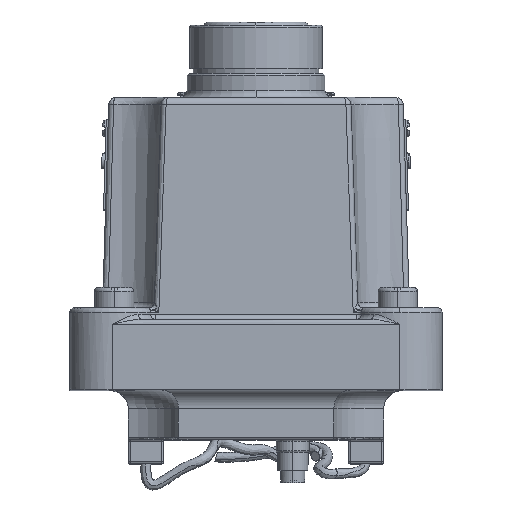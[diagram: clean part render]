
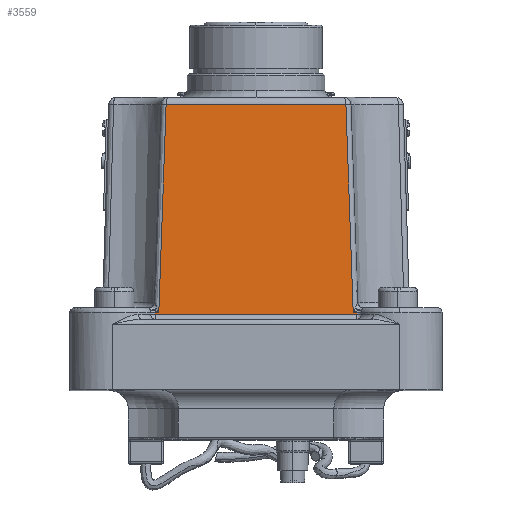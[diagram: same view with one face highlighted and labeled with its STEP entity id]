
A CAD part, top view. The second image highlights one B-rep face of the part: STEP entity #3559.
In plain terms, the highlighted planar face has unit normal (0, 0.03, 1).
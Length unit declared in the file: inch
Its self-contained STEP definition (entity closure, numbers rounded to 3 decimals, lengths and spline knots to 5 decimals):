
#1517 = CARTESIAN_POINT ( 'NONE',  ( 0.99875, 0.76377, 2.38305 ) ) ;
#2672 = CARTESIAN_POINT ( 'NONE',  ( -0.96326, 0.76683, 2.38296 ) ) ;
#2980 = CARTESIAN_POINT ( 'NONE',  ( 0.99897, 0.74847, 2.38352 ) ) ;
#3559 = ADVANCED_FACE ( 'NONE', ( #17590 ), #25664, .T. ) ;
#3582 = LINE ( 'NONE', #17839, #17196 ) ;
#4181 = LINE ( 'NONE', #30811, #32168 ) ;
#4221 = DIRECTION ( 'NONE',  ( -1., 0., 0. ) ) ;
#5071 = VERTEX_POINT ( 'NONE', #15307 ) ;
#5695 = ORIENTED_EDGE ( 'NONE', *, *, #27985, .T. ) ;
#6075 = CARTESIAN_POINT ( 'NONE',  ( -0.99875, 0.76377, 2.38305 ) ) ;
#6779 = CARTESIAN_POINT ( 'NONE',  ( 1.425, 0.7, 2.385 ) ) ;
#7236 =( BOUNDED_CURVE ( )  B_SPLINE_CURVE ( 3, ( #12094, #9144, #33649, #31048 ),
 .UNSPECIFIED., .F., .F. ) 
 B_SPLINE_CURVE_WITH_KNOTS ( ( 4, 4 ),
 ( 5.14731, 5.1484 ),
 .UNSPECIFIED. ) 
 CURVE ( )  GEOMETRIC_REPRESENTATION_ITEM ( )  RATIONAL_B_SPLINE_CURVE ( ( 1., 1., 1., 1. ) ) 
 REPRESENTATION_ITEM ( '' )  );
#7738 = CARTESIAN_POINT ( 'NONE',  ( 0.89118, 2.82729, 2.32001 ) ) ;
#8172 = ORIENTED_EDGE ( 'NONE', *, *, #27354, .T. ) ;
#8433 = EDGE_CURVE ( 'NONE', #17992, #21433, #34396, .T. ) ;
#8561 = CARTESIAN_POINT ( 'NONE',  ( -0.99874, 0.76581, 2.38299 ) ) ;
#8665 = AXIS2_PLACEMENT_3D ( 'NONE', #6779, #25764, #9516 ) ;
#8972 = ORIENTED_EDGE ( 'NONE', *, *, #8433, .T. ) ;
#9144 = CARTESIAN_POINT ( 'NONE',  ( -0.99883, 0.75867, 2.38321 ) ) ;
#9404 = ORIENTED_EDGE ( 'NONE', *, *, #27531, .T. ) ;
#9516 = DIRECTION ( 'NONE',  ( 0., -1., 0.031 ) ) ;
#10079 = B_SPLINE_CURVE_WITH_KNOTS ( 'NONE', 3,
 ( #34188, #12287, #28851, #12651 ),
 .UNSPECIFIED., .F., .F.,
 ( 4, 4 ),
 ( -0.00123, 0.05116 ),
 .UNSPECIFIED. ) ;
#10093 = EDGE_CURVE ( 'NONE', #30822, #10917, #7236, .T. ) ;
#10885 = ORIENTED_EDGE ( 'NONE', *, *, #10093, .T. ) ;
#10917 = VERTEX_POINT ( 'NONE', #11900 ) ;
#11270 = VERTEX_POINT ( 'NONE', #15927 ) ;
#11371 = ORIENTED_EDGE ( 'NONE', *, *, #15200, .T. ) ;
#11900 = CARTESIAN_POINT ( 'NONE',  ( -0.99897, 0.74847, 2.38352 ) ) ;
#12094 = CARTESIAN_POINT ( 'NONE',  ( -0.99875, 0.76377, 2.38305 ) ) ;
#12176 = EDGE_CURVE ( 'NONE', #31771, #15901, #10079, .T. ) ;
#12287 = CARTESIAN_POINT ( 'NONE',  ( 0.93736, 1.45358, 2.36198 ) ) ;
#12310 = B_SPLINE_CURVE_WITH_KNOTS ( 'NONE', 3,
 ( #24265, #29797, #32529, #16336 ),
 .UNSPECIFIED., .F., .F.,
 ( 4, 4 ),
 ( 0., 0.00008 ),
 .UNSPECIFIED. ) ;
#12356 = CARTESIAN_POINT ( 'NONE',  ( 0.9989, 0.75357, 2.38336 ) ) ;
#12412 = CARTESIAN_POINT ( 'NONE',  ( 1.425, 2.82729, 2.32001 ) ) ;
#12651 = CARTESIAN_POINT ( 'NONE',  ( 0.89118, 2.82729, 2.32001 ) ) ;
#12992 = DIRECTION ( 'NONE',  ( 1., 0., 0. ) ) ;
#13358 = CARTESIAN_POINT ( 'NONE',  ( -0.96326, 0.76683, 2.38296 ) ) ;
#14038 = CARTESIAN_POINT ( 'NONE',  ( -0.99874, 0.76479, 2.38302 ) ) ;
#14478 = B_SPLINE_CURVE_WITH_KNOTS ( 'NONE', 3,
 ( #21435, #16240, #18940, #2672 ),
 .UNSPECIFIED., .F., .F.,
 ( 4, 4 ),
 ( 0., 0.05239 ),
 .UNSPECIFIED. ) ;
#14614 = DIRECTION ( 'NONE',  ( -1., 0., 0. ) ) ;
#15200 = EDGE_CURVE ( 'NONE', #11270, #35060, #14478, .T. ) ;
#15307 = CARTESIAN_POINT ( 'NONE',  ( -0.99876, 0.76683, 2.38296 ) ) ;
#15635 = EDGE_CURVE ( 'NONE', #35060, #5071, #3582, .T. ) ;
#15901 = VERTEX_POINT ( 'NONE', #7738 ) ;
#15927 = CARTESIAN_POINT ( 'NONE',  ( -0.89118, 2.82729, 2.32001 ) ) ;
#16240 = CARTESIAN_POINT ( 'NONE',  ( -0.91358, 2.14041, 2.34099 ) ) ;
#16336 = CARTESIAN_POINT ( 'NONE',  ( 0.99876, 0.76683, 2.38296 ) ) ;
#17196 = VECTOR ( 'NONE', #34043, 39.37008 ) ;
#17306 = VECTOR ( 'NONE', #4221, 39.37008 ) ;
#17590 = FACE_OUTER_BOUND ( 'NONE', #28095, .T. ) ;
#17839 = CARTESIAN_POINT ( 'NONE',  ( -1.03137, 0.76683, 2.38296 ) ) ;
#17992 = VERTEX_POINT ( 'NONE', #2980 ) ;
#18066 = CARTESIAN_POINT ( 'NONE',  ( 0.99876, 0.76683, 2.38296 ) ) ;
#18589 = VERTEX_POINT ( 'NONE', #18066 ) ;
#18940 = CARTESIAN_POINT ( 'NONE',  ( -0.93736, 1.45358, 2.36198 ) ) ;
#21155 = CARTESIAN_POINT ( 'NONE',  ( 1.425, 0.74847, 2.38352 ) ) ;
#21433 = VERTEX_POINT ( 'NONE', #1517 ) ;
#21435 = CARTESIAN_POINT ( 'NONE',  ( -0.89118, 2.82729, 2.32001 ) ) ;
#22357 = EDGE_CURVE ( 'NONE', #18589, #31771, #4181, .T. ) ;
#24265 = CARTESIAN_POINT ( 'NONE',  ( 0.99875, 0.76377, 2.38305 ) ) ;
#24506 = LINE ( 'NONE', #12412, #17306 ) ;
#24752 = CARTESIAN_POINT ( 'NONE',  ( 0.96326, 0.76683, 2.38296 ) ) ;
#25664 = PLANE ( 'NONE',  #8665 ) ;
#25764 = DIRECTION ( 'NONE',  ( 0., 0.031, 1. ) ) ;
#25955 = LINE ( 'NONE', #21155, #31451 ) ;
#27354 = EDGE_CURVE ( 'NONE', #10917, #17992, #25955, .T. ) ;
#27506 = CARTESIAN_POINT ( 'NONE',  ( -0.99876, 0.76683, 2.38296 ) ) ;
#27531 = EDGE_CURVE ( 'NONE', #21433, #18589, #12310, .T. ) ;
#27985 = EDGE_CURVE ( 'NONE', #5071, #30822, #29677, .T. ) ;
#28095 = EDGE_LOOP ( 'NONE', ( #33276, #5695, #10885, #8172, #8972, #9404, #31605, #30933, #31253, #11371 ) ) ;
#28340 = CARTESIAN_POINT ( 'NONE',  ( 0.99897, 0.74847, 2.38352 ) ) ;
#28581 = CARTESIAN_POINT ( 'NONE',  ( 0.99883, 0.75867, 2.38321 ) ) ;
#28851 = CARTESIAN_POINT ( 'NONE',  ( 0.91358, 2.14041, 2.34099 ) ) ;
#29677 = B_SPLINE_CURVE_WITH_KNOTS ( 'NONE', 3,
 ( #27506, #8561, #14038, #32964 ),
 .UNSPECIFIED., .F., .F.,
 ( 4, 4 ),
 ( 0., 0.00008 ),
 .UNSPECIFIED. ) ;
#29797 = CARTESIAN_POINT ( 'NONE',  ( 0.99874, 0.76479, 2.38302 ) ) ;
#30811 = CARTESIAN_POINT ( 'NONE',  ( 1.425, 0.76683, 2.38296 ) ) ;
#30822 = VERTEX_POINT ( 'NONE', #6075 ) ;
#30933 = ORIENTED_EDGE ( 'NONE', *, *, #12176, .T. ) ;
#31048 = CARTESIAN_POINT ( 'NONE',  ( -0.99897, 0.74847, 2.38352 ) ) ;
#31253 = ORIENTED_EDGE ( 'NONE', *, *, #34899, .T. ) ;
#31309 = CARTESIAN_POINT ( 'NONE',  ( 0.99875, 0.76377, 2.38305 ) ) ;
#31451 = VECTOR ( 'NONE', #12992, 39.37008 ) ;
#31605 = ORIENTED_EDGE ( 'NONE', *, *, #22357, .T. ) ;
#31771 = VERTEX_POINT ( 'NONE', #24752 ) ;
#32168 = VECTOR ( 'NONE', #14614, 39.37008 ) ;
#32529 = CARTESIAN_POINT ( 'NONE',  ( 0.99874, 0.76581, 2.38299 ) ) ;
#32964 = CARTESIAN_POINT ( 'NONE',  ( -0.99875, 0.76377, 2.38305 ) ) ;
#33276 = ORIENTED_EDGE ( 'NONE', *, *, #15635, .T. ) ;
#33649 = CARTESIAN_POINT ( 'NONE',  ( -0.9989, 0.75357, 2.38336 ) ) ;
#34043 = DIRECTION ( 'NONE',  ( -1., 0., 0. ) ) ;
#34188 = CARTESIAN_POINT ( 'NONE',  ( 0.96326, 0.76683, 2.38296 ) ) ;
#34396 =( BOUNDED_CURVE ( )  B_SPLINE_CURVE ( 3, ( #28340, #12356, #28581, #31309 ),
 .UNSPECIFIED., .F., .F. ) 
 B_SPLINE_CURVE_WITH_KNOTS ( ( 4, 4 ),
 ( 1.13478, 1.13588 ),
 .UNSPECIFIED. ) 
 CURVE ( )  GEOMETRIC_REPRESENTATION_ITEM ( )  RATIONAL_B_SPLINE_CURVE ( ( 1., 1., 1., 1. ) ) 
 REPRESENTATION_ITEM ( '' )  );
#34899 = EDGE_CURVE ( 'NONE', #15901, #11270, #24506, .T. ) ;
#35060 = VERTEX_POINT ( 'NONE', #13358 ) ;
